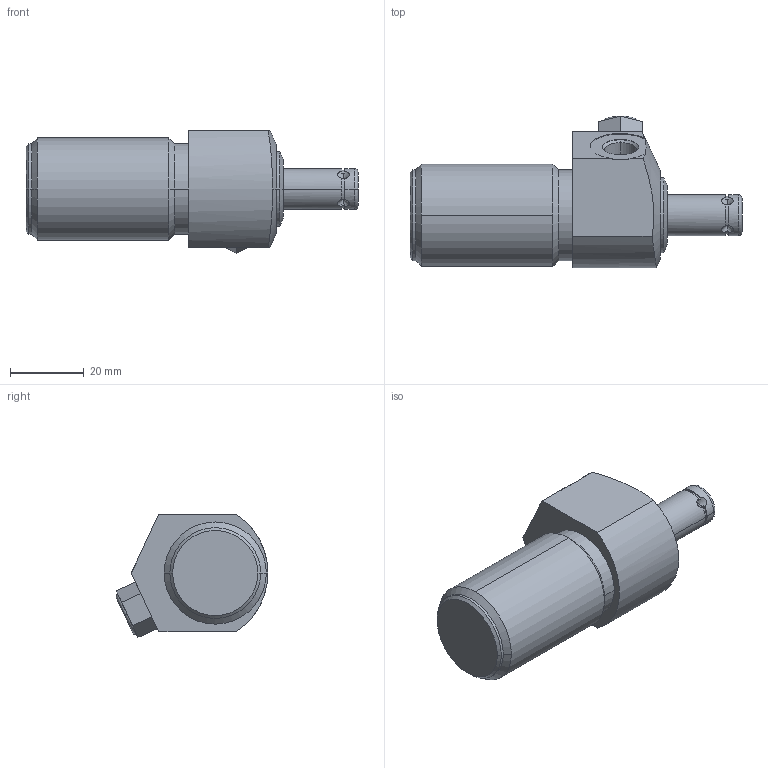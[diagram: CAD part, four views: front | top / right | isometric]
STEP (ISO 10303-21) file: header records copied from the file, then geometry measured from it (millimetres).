
FILE_DESCRIPTION((''),'2;1');
FILE_NAME('ILCM41500212','2018-07-23T',('ngp'),(''),'PRO/ENGINEER BY PARAMETRIC TECHNOLOGY CORPORATION, 2013320','PRO/ENGINEER BY PARAMETRIC TECHNOLOGY CORPORATION, 2013320','');
FILE_SCHEMA(('AUTOMOTIVE_DESIGN { 1 0 10303 214 1 1 1 1 }'));
Length unit declared in the file: millimetre
Products named in the file (1): ILCM41500212
Bounding box: 90.12 x 41.21 x 33.36 mm (x, y, z)
Volume: 50015.5 mm3; surface area: 10322.1 mm2
Topology: 1 solids, 3 shells, 103 faces, 264 edges, 162 vertices
Faces by surface type: plane 38, cylinder 37, cone 24, torus 4
Entity records: 4266 total; most frequent: CARTESIAN_POINT 873, ORIENTED_EDGE 504, DIRECTION 499, PRESENTATION_STYLE_ASSIGNMENT 269, STYLED_ITEM 256, CURVE_STYLE 254, EDGE_CURVE 254, AXIS2_PLACEMENT_3D 205
